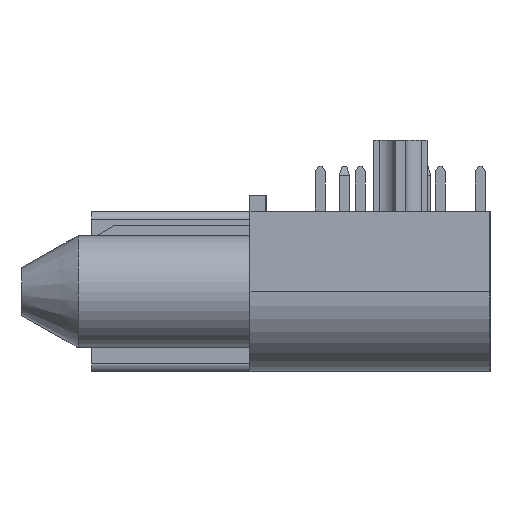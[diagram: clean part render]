
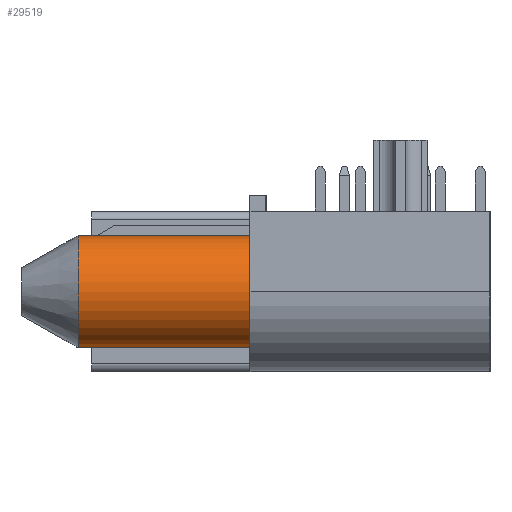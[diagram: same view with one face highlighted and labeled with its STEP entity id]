
A CAD part, left-side view. The second image highlights one B-rep face of the part: STEP entity #29519.
In plain terms, the highlighted cylindrical face has radius 3.5 mm (diameter 7 mm), a partial arc.
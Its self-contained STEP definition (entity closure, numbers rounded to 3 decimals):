
#95=CYLINDRICAL_SURFACE('',#31219,3.5);
#243=CIRCLE('',#31214,3.5);
#244=CIRCLE('',#31220,3.5);
#1685=ORIENTED_EDGE('',*,*,#9876,.F.);
#1686=ORIENTED_EDGE('',*,*,#9835,.F.);
#1687=ORIENTED_EDGE('',*,*,#9877,.F.);
#1688=ORIENTED_EDGE('',*,*,#9868,.T.);
#1689=ORIENTED_EDGE('',*,*,#9878,.T.);
#1690=ORIENTED_EDGE('',*,*,#9833,.T.);
#9833=EDGE_CURVE('',#14039,#14040,#17061,.T.);
#9835=EDGE_CURVE('',#14041,#14042,#17063,.T.);
#9868=EDGE_CURVE('',#14065,#14063,#243,.T.);
#9876=EDGE_CURVE('',#14042,#14040,#244,.T.);
#9877=EDGE_CURVE('',#14065,#14041,#17099,.T.);
#9878=EDGE_CURVE('',#14063,#14039,#17100,.T.);
#14039=VERTEX_POINT('',#41772);
#14040=VERTEX_POINT('',#41773);
#14041=VERTEX_POINT('',#41775);
#14042=VERTEX_POINT('',#41777);
#14063=VERTEX_POINT('',#41841);
#14065=VERTEX_POINT('',#41844);
#17061=LINE('',#41771,#21179);
#17063=LINE('',#41776,#21181);
#17099=LINE('',#41861,#21217);
#17100=LINE('',#41862,#21218);
#21179=VECTOR('',#33791,1000.);
#21181=VECTOR('',#33793,1000.);
#21217=VECTOR('',#33873,1000.);
#21218=VECTOR('',#33874,1000.);
#24949=EDGE_LOOP('',(#1685,#1686,#1687,#1688,#1689,#1690));
#26525=FACE_BOUND('',#24949,.T.);
#29519=ADVANCED_FACE('',(#26525),#95,.T.);
#31214=AXIS2_PLACEMENT_3D('',#41843,#33852,#33853);
#31219=AXIS2_PLACEMENT_3D('',#41859,#33869,#33870);
#31220=AXIS2_PLACEMENT_3D('',#41860,#33871,#33872);
#33791=DIRECTION('',(0.,1.,0.));
#33793=DIRECTION('',(0.,1.,0.));
#33852=DIRECTION('',(0.,1.,0.));
#33853=DIRECTION('',(0.,0.,1.));
#33869=DIRECTION('',(0.,1.,0.));
#33870=DIRECTION('',(0.,0.,1.));
#33871=DIRECTION('',(0.,1.,0.));
#33872=DIRECTION('',(0.,0.,1.));
#33873=DIRECTION('',(0.,1.,0.));
#33874=DIRECTION('',(0.,1.,0.));
#41771=CARTESIAN_POINT('',(-1.63,15.,3.5));
#41772=CARTESIAN_POINT('',(-1.63,24.45,3.5));
#41773=CARTESIAN_POINT('',(-1.63,25.75,3.5));
#41775=CARTESIAN_POINT('',(-1.63,24.45,-3.5));
#41776=CARTESIAN_POINT('',(-1.63,15.,-3.5));
#41777=CARTESIAN_POINT('',(-1.63,25.75,-3.5));
#41841=CARTESIAN_POINT('',(-1.63,15.,3.5));
#41843=CARTESIAN_POINT('',(-1.63,15.,0.));
#41844=CARTESIAN_POINT('',(-1.63,15.,-3.5));
#41859=CARTESIAN_POINT('',(-1.63,29.25,0.));
#41860=CARTESIAN_POINT('',(-1.63,25.75,0.));
#41861=CARTESIAN_POINT('',(-1.63,15.,-3.5));
#41862=CARTESIAN_POINT('',(-1.63,15.,3.5));
